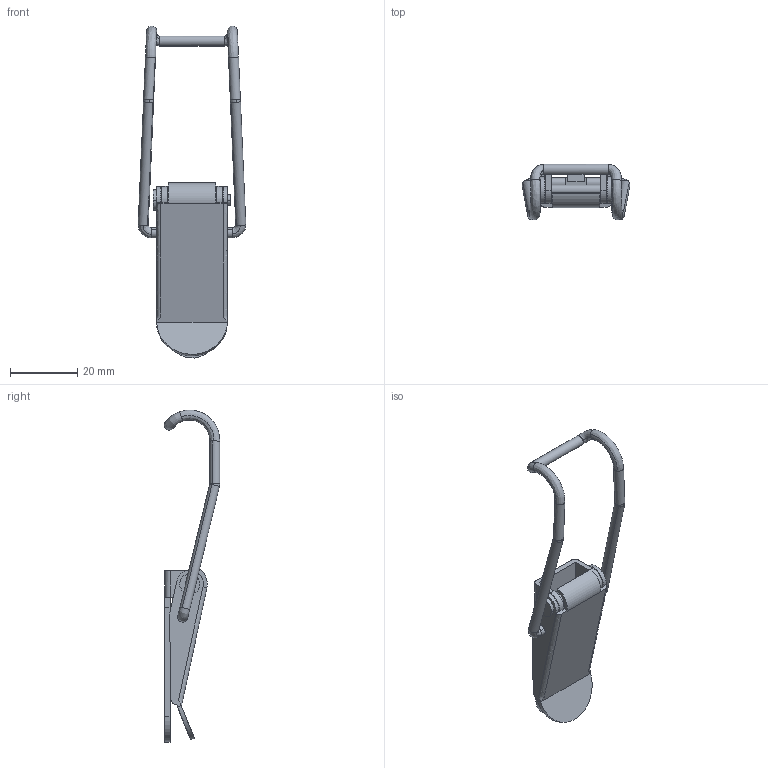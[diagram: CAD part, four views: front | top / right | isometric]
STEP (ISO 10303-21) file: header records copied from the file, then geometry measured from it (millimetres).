
FILE_DESCRIPTION((''),'2;1');
FILE_NAME('','2005-07-15T15:06:44',(''),(''),'','CADfix','');
FILE_SCHEMA(('AUTOMOTIVE_DESIGN'));
Length unit declared in the file: millimetre
Products named in the file (5): arm; shaft; lever; base; TL_198_24747_36
Assembly tree (4 placements, depth 2):
  TL_198_24747_36
    arm
    shaft
    lever
    base
Bounding box: 31.99 x 16.49 x 98.68 mm (x, y, z)
Volume: 4610.3 mm3; surface area: 7302.4 mm2
Topology: 4 solids, 4 shells, 120 faces, 387 edges, 272 vertices
Faces by surface type: bspline 120
Entity records: 5676 total; most frequent: CARTESIAN_POINT 3474, ORIENTED_EDGE 766, EDGE_CURVE 383, VERTEX_POINT 272, QUASI_UNIFORM_CURVE 151, EDGE_LOOP 139, FACE_OUTER_BOUND 120, ADVANCED_FACE 120
